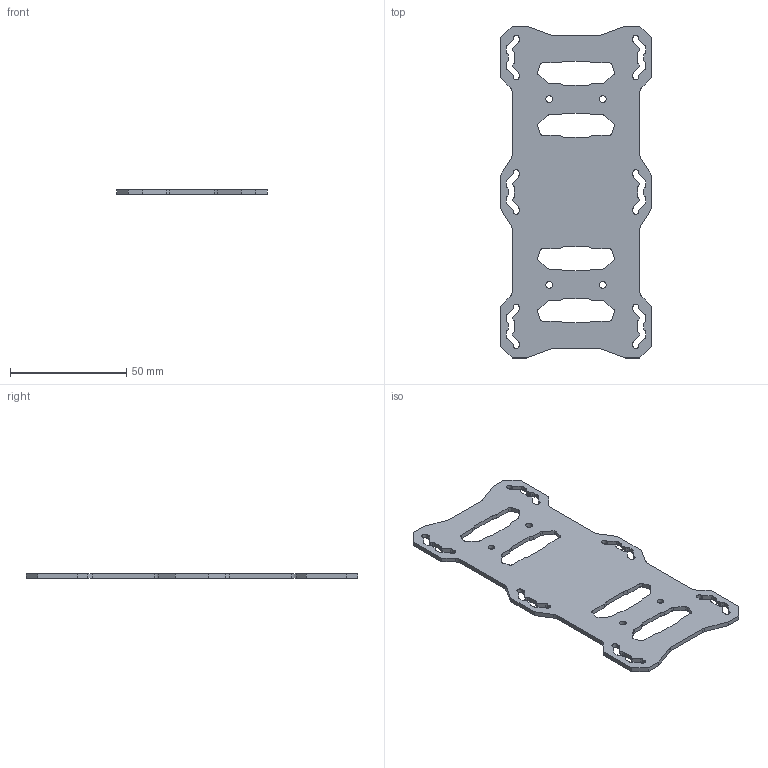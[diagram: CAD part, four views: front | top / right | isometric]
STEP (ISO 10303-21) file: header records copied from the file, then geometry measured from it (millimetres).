
FILE_DESCRIPTION(/* description */ (''),/* implementation_level */ '2;1');
FILE_NAME(/* name */ '20021-017_payload-deck.step',/* time_stamp */ '2020-02-13T16:33:09-07:00',/* author */ (''),/* organization */ (''),/* preprocessor_version */ 'ST-DEVELOPER v18',/* originating_system */ 'Autodesk Translation Framework v8.12.0.6',/* authorisation */ '');
FILE_SCHEMA (('AUTOMOTIVE_DESIGN { 1 0 10303 214 3 1 1 }'));
Length unit declared in the file: millimetre
Products named in the file (1): 20021-017_payload-deck
Bounding box: 65 x 143 x 1.95 mm (x, y, z)
Volume: 13209.6 mm3; surface area: 15592.6 mm2
Topology: 1 solids, 1 shells, 298 faces, 892 edges, 596 vertices
Faces by surface type: plane 198, cylinder 100
Full cylindrical faces by diameter (mm): 2.9 x4
Entity records: 10128 total; most frequent: CARTESIAN_POINT 1787, ORIENTED_EDGE 1784, DIRECTION 1694, EDGE_CURVE 892, LINE 688, VECTOR 688, VERTEX_POINT 596, AXIS2_PLACEMENT_3D 503
